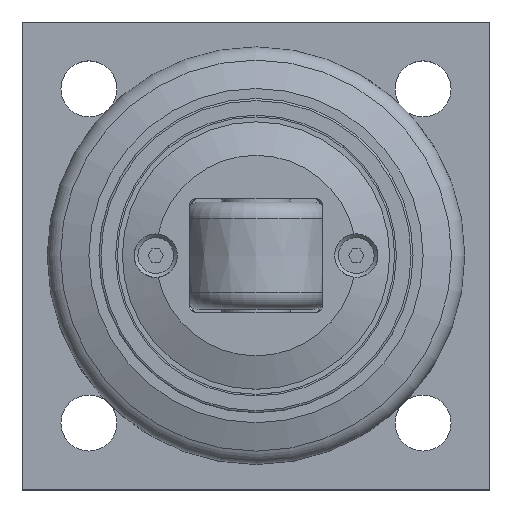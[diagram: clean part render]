
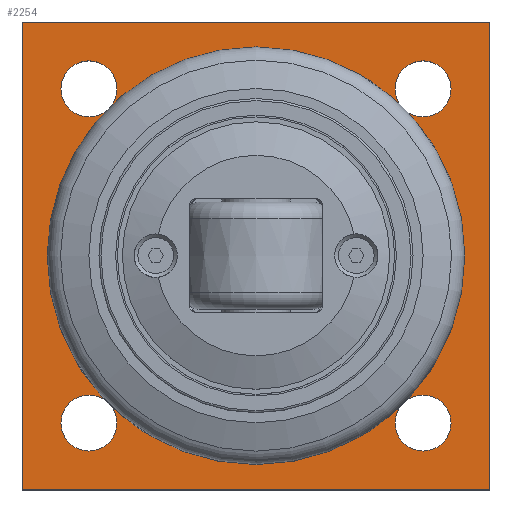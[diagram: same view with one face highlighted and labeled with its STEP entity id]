
A CAD part, top view. The second image highlights one B-rep face of the part: STEP entity #2254.
In plain terms, the highlighted planar face has unit normal (0, 0, 1).
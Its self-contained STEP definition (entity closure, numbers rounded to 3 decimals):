
#98=FACE_BOUND('',#459,.T.);
#99=FACE_BOUND('',#460,.T.);
#100=FACE_BOUND('',#461,.T.);
#101=FACE_BOUND('',#462,.T.);
#102=FACE_BOUND('',#463,.T.);
#163=PLANE('',#2569);
#296=FACE_OUTER_BOUND('',#458,.T.);
#458=EDGE_LOOP('',(#2076,#2077,#2078,#2079));
#459=EDGE_LOOP('',(#2080));
#460=EDGE_LOOP('',(#2081,#2082));
#461=EDGE_LOOP('',(#2083,#2084));
#462=EDGE_LOOP('',(#2085,#2086));
#463=EDGE_LOOP('',(#2087,#2088));
#566=LINE('',#4611,#680);
#570=LINE('',#4619,#684);
#573=LINE('',#4625,#687);
#576=LINE('',#4630,#690);
#680=VECTOR('',#3252,10.);
#684=VECTOR('',#3258,10.);
#687=VECTOR('',#3263,10.);
#690=VECTOR('',#3268,10.);
#854=CIRCLE('',#2540,20.5);
#860=CIRCLE('',#2549,4.188);
#861=CIRCLE('',#2550,4.188);
#863=CIRCLE('',#2553,4.188);
#864=CIRCLE('',#2554,4.188);
#866=CIRCLE('',#2557,4.188);
#867=CIRCLE('',#2558,4.188);
#869=CIRCLE('',#2561,4.188);
#870=CIRCLE('',#2562,4.188);
#1079=VERTEX_POINT('',#4560);
#1085=VERTEX_POINT('',#4577);
#1086=VERTEX_POINT('',#4578);
#1088=VERTEX_POINT('',#4585);
#1089=VERTEX_POINT('',#4586);
#1091=VERTEX_POINT('',#4593);
#1092=VERTEX_POINT('',#4594);
#1094=VERTEX_POINT('',#4601);
#1095=VERTEX_POINT('',#4602);
#1097=VERTEX_POINT('',#4609);
#1098=VERTEX_POINT('',#4610);
#1101=VERTEX_POINT('',#4618);
#1103=VERTEX_POINT('',#4624);
#1399=EDGE_CURVE('',#1079,#1079,#854,.T.);
#1406=EDGE_CURVE('',#1085,#1086,#860,.T.);
#1407=EDGE_CURVE('',#1086,#1085,#861,.T.);
#1410=EDGE_CURVE('',#1088,#1089,#863,.T.);
#1411=EDGE_CURVE('',#1089,#1088,#864,.T.);
#1414=EDGE_CURVE('',#1091,#1092,#866,.T.);
#1415=EDGE_CURVE('',#1092,#1091,#867,.T.);
#1418=EDGE_CURVE('',#1094,#1095,#869,.T.);
#1419=EDGE_CURVE('',#1095,#1094,#870,.T.);
#1422=EDGE_CURVE('',#1097,#1098,#566,.T.);
#1426=EDGE_CURVE('',#1098,#1101,#570,.T.);
#1429=EDGE_CURVE('',#1101,#1103,#573,.T.);
#1432=EDGE_CURVE('',#1103,#1097,#576,.T.);
#2076=ORIENTED_EDGE('',*,*,#1422,.F.);
#2077=ORIENTED_EDGE('',*,*,#1432,.F.);
#2078=ORIENTED_EDGE('',*,*,#1429,.F.);
#2079=ORIENTED_EDGE('',*,*,#1426,.F.);
#2080=ORIENTED_EDGE('',*,*,#1399,.T.);
#2081=ORIENTED_EDGE('',*,*,#1406,.T.);
#2082=ORIENTED_EDGE('',*,*,#1407,.T.);
#2083=ORIENTED_EDGE('',*,*,#1410,.T.);
#2084=ORIENTED_EDGE('',*,*,#1411,.T.);
#2085=ORIENTED_EDGE('',*,*,#1414,.T.);
#2086=ORIENTED_EDGE('',*,*,#1415,.T.);
#2087=ORIENTED_EDGE('',*,*,#1418,.T.);
#2088=ORIENTED_EDGE('',*,*,#1419,.T.);
#2254=ADVANCED_FACE('',(#296,#98,#99,#100,#101,#102),#163,.T.);
#2540=AXIS2_PLACEMENT_3D('',#4562,#3197,#3198);
#2549=AXIS2_PLACEMENT_3D('',#4579,#3216,#3217);
#2550=AXIS2_PLACEMENT_3D('',#4580,#3218,#3219);
#2553=AXIS2_PLACEMENT_3D('',#4587,#3225,#3226);
#2554=AXIS2_PLACEMENT_3D('',#4588,#3227,#3228);
#2557=AXIS2_PLACEMENT_3D('',#4595,#3234,#3235);
#2558=AXIS2_PLACEMENT_3D('',#4596,#3236,#3237);
#2561=AXIS2_PLACEMENT_3D('',#4603,#3243,#3244);
#2562=AXIS2_PLACEMENT_3D('',#4604,#3245,#3246);
#2569=AXIS2_PLACEMENT_3D('',#4633,#3272,#3273);
#3197=DIRECTION('center_axis',(0.,0.,-1.));
#3198=DIRECTION('ref_axis',(-1.,0.,0.));
#3216=DIRECTION('center_axis',(0.,0.,-1.));
#3217=DIRECTION('ref_axis',(1.,0.,0.));
#3218=DIRECTION('center_axis',(0.,0.,-1.));
#3219=DIRECTION('ref_axis',(1.,0.,0.));
#3225=DIRECTION('center_axis',(0.,0.,-1.));
#3226=DIRECTION('ref_axis',(1.,0.,0.));
#3227=DIRECTION('center_axis',(0.,0.,-1.));
#3228=DIRECTION('ref_axis',(1.,0.,0.));
#3234=DIRECTION('center_axis',(0.,0.,-1.));
#3235=DIRECTION('ref_axis',(1.,0.,0.));
#3236=DIRECTION('center_axis',(0.,0.,-1.));
#3237=DIRECTION('ref_axis',(1.,0.,0.));
#3243=DIRECTION('center_axis',(0.,0.,-1.));
#3244=DIRECTION('ref_axis',(1.,0.,0.));
#3245=DIRECTION('center_axis',(0.,0.,-1.));
#3246=DIRECTION('ref_axis',(1.,0.,0.));
#3252=DIRECTION('',(0.,1.,0.));
#3258=DIRECTION('',(1.,0.,0.));
#3263=DIRECTION('',(0.,-1.,0.));
#3268=DIRECTION('',(-1.,0.,0.));
#3272=DIRECTION('center_axis',(0.,0.,1.));
#3273=DIRECTION('ref_axis',(1.,0.,0.));
#4560=CARTESIAN_POINT('',(55.5,35.,12.));
#4562=CARTESIAN_POINT('Origin',(35.,35.,12.));
#4577=CARTESIAN_POINT('',(14.188,10.,12.));
#4578=CARTESIAN_POINT('',(5.812,10.,12.));
#4579=CARTESIAN_POINT('Origin',(10.,10.,12.));
#4580=CARTESIAN_POINT('Origin',(10.,10.,12.));
#4585=CARTESIAN_POINT('',(64.188,10.,12.));
#4586=CARTESIAN_POINT('',(55.812,10.,12.));
#4587=CARTESIAN_POINT('Origin',(60.,10.,12.));
#4588=CARTESIAN_POINT('Origin',(60.,10.,12.));
#4593=CARTESIAN_POINT('',(64.188,60.,12.));
#4594=CARTESIAN_POINT('',(55.812,60.,12.));
#4595=CARTESIAN_POINT('Origin',(60.,60.,12.));
#4596=CARTESIAN_POINT('Origin',(60.,60.,12.));
#4601=CARTESIAN_POINT('',(14.188,60.,12.));
#4602=CARTESIAN_POINT('',(5.812,60.,12.));
#4603=CARTESIAN_POINT('Origin',(10.,60.,12.));
#4604=CARTESIAN_POINT('Origin',(10.,60.,12.));
#4609=CARTESIAN_POINT('',(0.,0.,12.));
#4610=CARTESIAN_POINT('',(0.,70.,12.));
#4611=CARTESIAN_POINT('',(0.,70.,12.));
#4618=CARTESIAN_POINT('',(70.,70.,12.));
#4619=CARTESIAN_POINT('',(70.,70.,12.));
#4624=CARTESIAN_POINT('',(70.,0.,12.));
#4625=CARTESIAN_POINT('',(70.,0.,12.));
#4630=CARTESIAN_POINT('',(0.,0.,12.));
#4633=CARTESIAN_POINT('Origin',(35.,35.,12.));
